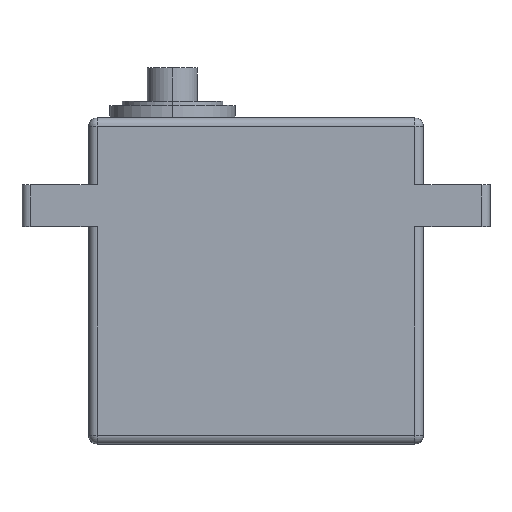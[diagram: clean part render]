
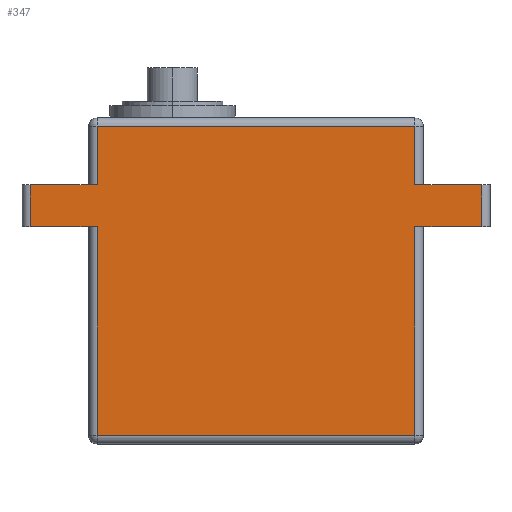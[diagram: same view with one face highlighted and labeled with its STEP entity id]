
A CAD part, top view. The second image highlights one B-rep face of the part: STEP entity #347.
In plain terms, the highlighted planar face has unit normal (0, 0, 1).
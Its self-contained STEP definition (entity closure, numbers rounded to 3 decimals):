
#7 = VECTOR ( 'NONE', #298, 1000. ) ;
#40 = CARTESIAN_POINT ( 'NONE',  ( 19., 6.5, 20. ) ) ;
#42 = VERTEX_POINT ( 'NONE', #580 ) ;
#45 = CARTESIAN_POINT ( 'NONE',  ( -19., 6.5, 20. ) ) ;
#76 = VERTEX_POINT ( 'NONE', #45 ) ;
#116 = VERTEX_POINT ( 'NONE', #1550 ) ;
#130 = LINE ( 'NONE', #797, #350 ) ;
#140 = VECTOR ( 'NONE', #1344, 1000. ) ;
#153 = DIRECTION ( 'NONE',  ( -1., 0., 0. ) ) ;
#166 = CARTESIAN_POINT ( 'NONE',  ( -19., 11.5, 20. ) ) ;
#178 = ORIENTED_EDGE ( 'NONE', *, *, #1518, .T. ) ;
#206 = DIRECTION ( 'NONE',  ( 1., 0., 0. ) ) ;
#208 = CARTESIAN_POINT ( 'NONE',  ( 28., 6.5, 20. ) ) ;
#209 = VERTEX_POINT ( 'NONE', #1144 ) ;
#243 = VERTEX_POINT ( 'NONE', #1298 ) ;
#274 = ORIENTED_EDGE ( 'NONE', *, *, #548, .T. ) ;
#298 = DIRECTION ( 'NONE',  ( 1., 0., 0. ) ) ;
#339 = ORIENTED_EDGE ( 'NONE', *, *, #708, .F. ) ;
#341 = VERTEX_POINT ( 'NONE', #769 ) ;
#347 = ADVANCED_FACE ( 'NONE', ( #365 ), #898, .T. ) ;
#350 = VECTOR ( 'NONE', #1348, 1000. ) ;
#365 = FACE_OUTER_BOUND ( 'NONE', #468, .T. ) ;
#378 = DIRECTION ( 'NONE',  ( -1., 0., 0. ) ) ;
#383 = CARTESIAN_POINT ( 'NONE',  ( 20., -18.5, 20. ) ) ;
#395 = DIRECTION ( 'NONE',  ( 0., 1., 0. ) ) ;
#413 = ORIENTED_EDGE ( 'NONE', *, *, #1102, .T. ) ;
#414 = CARTESIAN_POINT ( 'NONE',  ( -20., 18.5, 20. ) ) ;
#428 = LINE ( 'NONE', #414, #869 ) ;
#458 = VECTOR ( 'NONE', #206, 1000. ) ;
#468 = EDGE_LOOP ( 'NONE', ( #339, #1722, #547, #1039, #413, #1172, #1493, #178, #1326, #274, #655, #813 ) ) ;
#493 = DIRECTION ( 'NONE',  ( 0., -1., 0. ) ) ;
#513 = EDGE_CURVE ( 'NONE', #209, #1514, #130, .T. ) ;
#514 = LINE ( 'NONE', #208, #1554 ) ;
#521 = CARTESIAN_POINT ( 'NONE',  ( 19., 19.5, 20. ) ) ;
#524 = VECTOR ( 'NONE', #493, 1000. ) ;
#547 = ORIENTED_EDGE ( 'NONE', *, *, #513, .T. ) ;
#548 = EDGE_CURVE ( 'NONE', #76, #961, #1728, .T. ) ;
#556 = VERTEX_POINT ( 'NONE', #1579 ) ;
#580 = CARTESIAN_POINT ( 'NONE',  ( 19., 6.5, 20. ) ) ;
#625 = EDGE_CURVE ( 'NONE', #556, #76, #1440, .T. ) ;
#655 = ORIENTED_EDGE ( 'NONE', *, *, #1773, .T. ) ;
#677 = VECTOR ( 'NONE', #395, 1000. ) ;
#708 = EDGE_CURVE ( 'NONE', #116, #42, #514, .T. ) ;
#709 = CARTESIAN_POINT ( 'NONE',  ( -27., 0., 20. ) ) ;
#719 = VECTOR ( 'NONE', #1676, 1000. ) ;
#768 = VERTEX_POINT ( 'NONE', #1044 ) ;
#769 = CARTESIAN_POINT ( 'NONE',  ( -27., 11.5, 20. ) ) ;
#786 = LINE ( 'NONE', #383, #140 ) ;
#792 = VECTOR ( 'NONE', #1520, 1000. ) ;
#797 = CARTESIAN_POINT ( 'NONE',  ( 28., 11.5, 20. ) ) ;
#813 = ORIENTED_EDGE ( 'NONE', *, *, #1056, .T. ) ;
#869 = VECTOR ( 'NONE', #153, 1000. ) ;
#889 = CARTESIAN_POINT ( 'NONE',  ( 0., 0., 20. ) ) ;
#898 = PLANE ( 'NONE',  #1199 ) ;
#961 = VERTEX_POINT ( 'NONE', #1130 ) ;
#975 = LINE ( 'NONE', #40, #1546 ) ;
#978 = EDGE_CURVE ( 'NONE', #116, #209, #1408, .T. ) ;
#981 = LINE ( 'NONE', #709, #792 ) ;
#989 = CARTESIAN_POINT ( 'NONE',  ( -19., 18.5, 20. ) ) ;
#1006 = LINE ( 'NONE', #166, #1749 ) ;
#1018 = CARTESIAN_POINT ( 'NONE',  ( 27., 0., 20. ) ) ;
#1034 = VERTEX_POINT ( 'NONE', #1265 ) ;
#1039 = ORIENTED_EDGE ( 'NONE', *, *, #1444, .T. ) ;
#1044 = CARTESIAN_POINT ( 'NONE',  ( -19., 11.5, 20. ) ) ;
#1056 = EDGE_CURVE ( 'NONE', #243, #42, #975, .T. ) ;
#1102 = EDGE_CURVE ( 'NONE', #1034, #1557, #428, .T. ) ;
#1118 = CARTESIAN_POINT ( 'NONE',  ( 19., 11.5, 20. ) ) ;
#1130 = CARTESIAN_POINT ( 'NONE',  ( -19., -18.5, 20. ) ) ;
#1144 = CARTESIAN_POINT ( 'NONE',  ( 27., 11.5, 20. ) ) ;
#1172 = ORIENTED_EDGE ( 'NONE', *, *, #1623, .T. ) ;
#1175 = DIRECTION ( 'NONE',  ( 1., 0., 0. ) ) ;
#1199 = AXIS2_PLACEMENT_3D ( 'NONE', #889, #1699, #1175 ) ;
#1249 = DIRECTION ( 'NONE',  ( 0., 1., 0. ) ) ;
#1265 = CARTESIAN_POINT ( 'NONE',  ( 19., 18.5, 20. ) ) ;
#1271 = DIRECTION ( 'NONE',  ( 0., -1., 0. ) ) ;
#1298 = CARTESIAN_POINT ( 'NONE',  ( 19., -18.5, 20. ) ) ;
#1313 = CARTESIAN_POINT ( 'NONE',  ( -19., -19.5, 20. ) ) ;
#1326 = ORIENTED_EDGE ( 'NONE', *, *, #625, .T. ) ;
#1344 = DIRECTION ( 'NONE',  ( 1., 0., 0. ) ) ;
#1348 = DIRECTION ( 'NONE',  ( -1., 0., 0. ) ) ;
#1389 = LINE ( 'NONE', #1536, #7 ) ;
#1408 = LINE ( 'NONE', #1018, #719 ) ;
#1440 = LINE ( 'NONE', #1719, #458 ) ;
#1444 = EDGE_CURVE ( 'NONE', #1514, #1034, #1505, .T. ) ;
#1493 = ORIENTED_EDGE ( 'NONE', *, *, #1545, .F. ) ;
#1505 = LINE ( 'NONE', #521, #677 ) ;
#1514 = VERTEX_POINT ( 'NONE', #1118 ) ;
#1518 = EDGE_CURVE ( 'NONE', #341, #556, #981, .T. ) ;
#1520 = DIRECTION ( 'NONE',  ( 0., -1., 0. ) ) ;
#1536 = CARTESIAN_POINT ( 'NONE',  ( -28., 11.5, 20. ) ) ;
#1545 = EDGE_CURVE ( 'NONE', #341, #768, #1389, .T. ) ;
#1546 = VECTOR ( 'NONE', #1249, 1000. ) ;
#1550 = CARTESIAN_POINT ( 'NONE',  ( 27., 6.5, 20. ) ) ;
#1554 = VECTOR ( 'NONE', #378, 1000. ) ;
#1557 = VERTEX_POINT ( 'NONE', #989 ) ;
#1579 = CARTESIAN_POINT ( 'NONE',  ( -27., 6.5, 20. ) ) ;
#1623 = EDGE_CURVE ( 'NONE', #1557, #768, #1006, .T. ) ;
#1676 = DIRECTION ( 'NONE',  ( 0., 1., 0. ) ) ;
#1699 = DIRECTION ( 'NONE',  ( 0., 0., 1. ) ) ;
#1719 = CARTESIAN_POINT ( 'NONE',  ( -28., 6.5, 20. ) ) ;
#1722 = ORIENTED_EDGE ( 'NONE', *, *, #978, .T. ) ;
#1728 = LINE ( 'NONE', #1313, #524 ) ;
#1749 = VECTOR ( 'NONE', #1271, 1000. ) ;
#1773 = EDGE_CURVE ( 'NONE', #961, #243, #786, .T. ) ;
